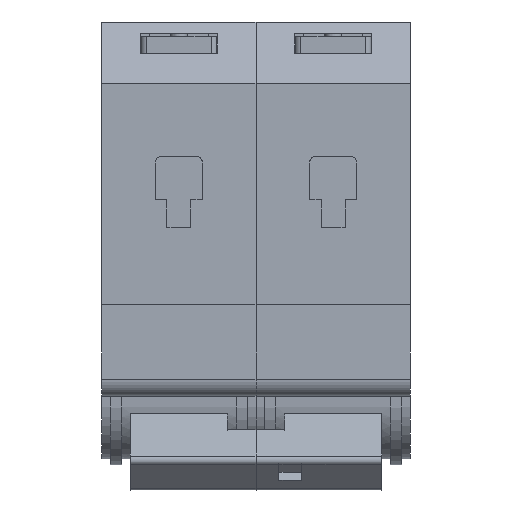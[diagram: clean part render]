
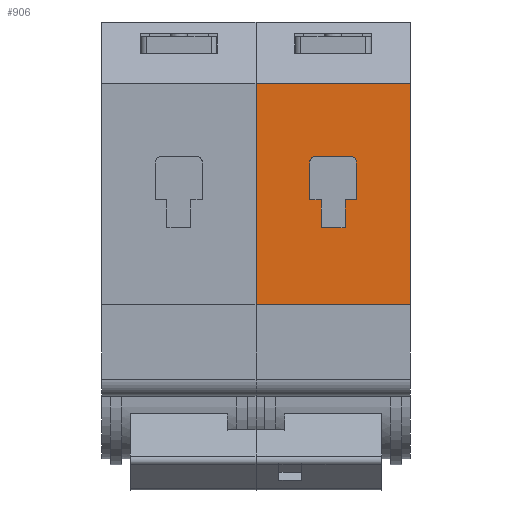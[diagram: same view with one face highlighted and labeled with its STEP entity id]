
A CAD part, front view. The second image highlights one B-rep face of the part: STEP entity #906.
In plain terms, the highlighted planar face has unit normal (0, -1, 0).
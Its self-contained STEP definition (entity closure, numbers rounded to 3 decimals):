
#113 = EDGE_CURVE ( 'NONE', #6799, #2318, #9888, .T. ) ;
#154 = CARTESIAN_POINT ( 'NONE',  ( 3.075, -45., 3. ) ) ;
#271 = VERTEX_POINT ( 'NONE', #3083 ) ;
#274 = VECTOR ( 'NONE', #5825, 1000. ) ;
#288 = VECTOR ( 'NONE', #2137, 1000. ) ;
#327 = EDGE_CURVE ( 'NONE', #9392, #3869, #3597, .T. ) ;
#348 = VECTOR ( 'NONE', #2283, 1000. ) ;
#360 = VECTOR ( 'NONE', #8635, 1000. ) ;
#369 = CARTESIAN_POINT ( 'NONE',  ( 4.075, -45., -3.6 ) ) ;
#506 = ORIENTED_EDGE ( 'NONE', *, *, #9065, .F. ) ;
#568 = EDGE_CURVE ( 'NONE', #933, #7243, #6405, .T. ) ;
#572 = ORIENTED_EDGE ( 'NONE', *, *, #113, .F. ) ;
#770 = VERTEX_POINT ( 'NONE', #1228 ) ;
#848 = CARTESIAN_POINT ( 'NONE',  ( 2.1, -45., -8.5 ) ) ;
#902 = CARTESIAN_POINT ( 'NONE',  ( -13.5, -45., -22. ) ) ;
#906 = ADVANCED_FACE ( 'NONE', ( #5762, #7922 ), #5406, .T. ) ;
#933 = VERTEX_POINT ( 'NONE', #4652 ) ;
#948 = VERTEX_POINT ( 'NONE', #8719 ) ;
#979 = DIRECTION ( 'NONE',  ( 0., 0., -1. ) ) ;
#1108 = CARTESIAN_POINT ( 'NONE',  ( -2.1, -45., -8.5 ) ) ;
#1205 = DIRECTION ( 'NONE',  ( 0., 0., -1. ) ) ;
#1228 = CARTESIAN_POINT ( 'NONE',  ( -4.075, -45., 3. ) ) ;
#1246 = EDGE_CURVE ( 'NONE', #770, #4850, #4747, .T. ) ;
#1521 = VECTOR ( 'NONE', #10312, 1000. ) ;
#1580 = ORIENTED_EDGE ( 'NONE', *, *, #9954, .F. ) ;
#1632 = ORIENTED_EDGE ( 'NONE', *, *, #1246, .F. ) ;
#1640 = DIRECTION ( 'NONE',  ( 0., -1., 0. ) ) ;
#1764 = ORIENTED_EDGE ( 'NONE', *, *, #568, .T. ) ;
#1911 = VECTOR ( 'NONE', #3494, 1000. ) ;
#2103 = VECTOR ( 'NONE', #7403, 1000. ) ;
#2114 = CARTESIAN_POINT ( 'NONE',  ( 4.075, -45., -3.6 ) ) ;
#2137 = DIRECTION ( 'NONE',  ( 1., 0., 0. ) ) ;
#2283 = DIRECTION ( 'NONE',  ( 0., 0., -1. ) ) ;
#2299 = DIRECTION ( 'NONE',  ( -1., 0., 0. ) ) ;
#2318 = VERTEX_POINT ( 'NONE', #848 ) ;
#2359 = ORIENTED_EDGE ( 'NONE', *, *, #6059, .F. ) ;
#2464 = LINE ( 'NONE', #9363, #288 ) ;
#2524 = LINE ( 'NONE', #6318, #348 ) ;
#2609 = CARTESIAN_POINT ( 'NONE',  ( 13.5, -45., 22. ) ) ;
#2643 = EDGE_CURVE ( 'NONE', #8432, #9392, #4238, .T. ) ;
#2797 = LINE ( 'NONE', #369, #360 ) ;
#2919 = DIRECTION ( 'NONE',  ( 1., 0., 0. ) ) ;
#3009 = CARTESIAN_POINT ( 'NONE',  ( -13.5, -45., 22. ) ) ;
#3037 = EDGE_CURVE ( 'NONE', #4970, #948, #3093, .T. ) ;
#3083 = CARTESIAN_POINT ( 'NONE',  ( 2.1, -45., -3.6 ) ) ;
#3093 = LINE ( 'NONE', #4629, #9272 ) ;
#3140 = CARTESIAN_POINT ( 'NONE',  ( -2.1, -45., -3.6 ) ) ;
#3146 = AXIS2_PLACEMENT_3D ( 'NONE', #6511, #1640, #7337 ) ;
#3209 = AXIS2_PLACEMENT_3D ( 'NONE', #3009, #4620, #10243 ) ;
#3372 = VECTOR ( 'NONE', #1205, 1000. ) ;
#3448 = ORIENTED_EDGE ( 'NONE', *, *, #7713, .F. ) ;
#3494 = DIRECTION ( 'NONE',  ( 0., 0., 1. ) ) ;
#3597 = LINE ( 'NONE', #10358, #5497 ) ;
#3681 = DIRECTION ( 'NONE',  ( 1., 0., 0. ) ) ;
#3686 = LINE ( 'NONE', #9501, #1521 ) ;
#3717 = ORIENTED_EDGE ( 'NONE', *, *, #327, .F. ) ;
#3760 = ORIENTED_EDGE ( 'NONE', *, *, #5040, .T. ) ;
#3796 = CARTESIAN_POINT ( 'NONE',  ( 4.075, -45., 3. ) ) ;
#3869 = VERTEX_POINT ( 'NONE', #10236 ) ;
#4061 = LINE ( 'NONE', #8325, #1911 ) ;
#4238 = CIRCLE ( 'NONE', #7212, 1. ) ;
#4349 = ORIENTED_EDGE ( 'NONE', *, *, #6707, .F. ) ;
#4620 = DIRECTION ( 'NONE',  ( 0., -1., 0. ) ) ;
#4629 = CARTESIAN_POINT ( 'NONE',  ( -13.5, -45., -22. ) ) ;
#4652 = CARTESIAN_POINT ( 'NONE',  ( 13.5, -45., 16.804 ) ) ;
#4715 = ORIENTED_EDGE ( 'NONE', *, *, #10452, .F. ) ;
#4747 = LINE ( 'NONE', #6060, #3372 ) ;
#4846 = LINE ( 'NONE', #2609, #274 ) ;
#4850 = VERTEX_POINT ( 'NONE', #9586 ) ;
#4970 = VERTEX_POINT ( 'NONE', #902 ) ;
#5040 = EDGE_CURVE ( 'NONE', #7243, #4970, #3686, .T. ) ;
#5406 = PLANE ( 'NONE',  #3209 ) ;
#5497 = VECTOR ( 'NONE', #2299, 1000. ) ;
#5762 = FACE_BOUND ( 'NONE', #8989, .T. ) ;
#5825 = DIRECTION ( 'NONE',  ( 0., 0., -1. ) ) ;
#5834 = DIRECTION ( 'NONE',  ( 0., -1., 0. ) ) ;
#5963 = EDGE_LOOP ( 'NONE', ( #4715, #1764, #3760, #7900 ) ) ;
#6059 = EDGE_CURVE ( 'NONE', #9383, #8432, #2797, .T. ) ;
#6060 = CARTESIAN_POINT ( 'NONE',  ( -4.075, -45., -3.6 ) ) ;
#6318 = CARTESIAN_POINT ( 'NONE',  ( -2.1, -45., -8.5 ) ) ;
#6401 = ORIENTED_EDGE ( 'NONE', *, *, #2643, .F. ) ;
#6405 = LINE ( 'NONE', #6577, #2103 ) ;
#6511 = CARTESIAN_POINT ( 'NONE',  ( -3.075, -45., 3. ) ) ;
#6577 = CARTESIAN_POINT ( 'NONE',  ( -13.5, -45., 16.804 ) ) ;
#6707 = EDGE_CURVE ( 'NONE', #2318, #271, #4061, .T. ) ;
#6777 = VECTOR ( 'NONE', #2919, 1000. ) ;
#6799 = VERTEX_POINT ( 'NONE', #1108 ) ;
#7212 = AXIS2_PLACEMENT_3D ( 'NONE', #154, #5834, #979 ) ;
#7243 = VERTEX_POINT ( 'NONE', #8130 ) ;
#7337 = DIRECTION ( 'NONE',  ( 0., 0., -1. ) ) ;
#7403 = DIRECTION ( 'NONE',  ( -1., 0., 0. ) ) ;
#7699 = CARTESIAN_POINT ( 'NONE',  ( 4.075, -45., -3.6 ) ) ;
#7713 = EDGE_CURVE ( 'NONE', #7750, #6799, #2524, .T. ) ;
#7750 = VERTEX_POINT ( 'NONE', #3140 ) ;
#7792 = VECTOR ( 'NONE', #3681, 1000. ) ;
#7900 = ORIENTED_EDGE ( 'NONE', *, *, #3037, .T. ) ;
#7922 = FACE_OUTER_BOUND ( 'NONE', #5963, .T. ) ;
#7924 = ORIENTED_EDGE ( 'NONE', *, *, #9942, .F. ) ;
#8130 = CARTESIAN_POINT ( 'NONE',  ( -13.5, -45., 16.804 ) ) ;
#8325 = CARTESIAN_POINT ( 'NONE',  ( 2.1, -45., -8.5 ) ) ;
#8432 = VERTEX_POINT ( 'NONE', #3796 ) ;
#8450 = CIRCLE ( 'NONE', #3146, 1. ) ;
#8635 = DIRECTION ( 'NONE',  ( 0., 0., 1. ) ) ;
#8719 = CARTESIAN_POINT ( 'NONE',  ( 13.5, -45., -22. ) ) ;
#8910 = LINE ( 'NONE', #2114, #6777 ) ;
#8989 = EDGE_LOOP ( 'NONE', ( #4349, #572, #3448, #1580, #1632, #506, #3717, #6401, #2359, #7924 ) ) ;
#9065 = EDGE_CURVE ( 'NONE', #3869, #770, #8450, .T. ) ;
#9272 = VECTOR ( 'NONE', #10209, 1000. ) ;
#9325 = CARTESIAN_POINT ( 'NONE',  ( 2.1, -45., -8.5 ) ) ;
#9363 = CARTESIAN_POINT ( 'NONE',  ( -2.1, -45., -3.6 ) ) ;
#9383 = VERTEX_POINT ( 'NONE', #7699 ) ;
#9392 = VERTEX_POINT ( 'NONE', #10072 ) ;
#9501 = CARTESIAN_POINT ( 'NONE',  ( -13.5, -45., 22. ) ) ;
#9586 = CARTESIAN_POINT ( 'NONE',  ( -4.075, -45., -3.6 ) ) ;
#9888 = LINE ( 'NONE', #9325, #7792 ) ;
#9942 = EDGE_CURVE ( 'NONE', #271, #9383, #8910, .T. ) ;
#9954 = EDGE_CURVE ( 'NONE', #4850, #7750, #2464, .T. ) ;
#10072 = CARTESIAN_POINT ( 'NONE',  ( 3.075, -45., 4. ) ) ;
#10209 = DIRECTION ( 'NONE',  ( 1., 0., 0. ) ) ;
#10236 = CARTESIAN_POINT ( 'NONE',  ( -3.075, -45., 4. ) ) ;
#10243 = DIRECTION ( 'NONE',  ( 0., 0., -1. ) ) ;
#10312 = DIRECTION ( 'NONE',  ( 0., 0., -1. ) ) ;
#10358 = CARTESIAN_POINT ( 'NONE',  ( 3.075, -45., 4. ) ) ;
#10452 = EDGE_CURVE ( 'NONE', #933, #948, #4846, .T. ) ;
